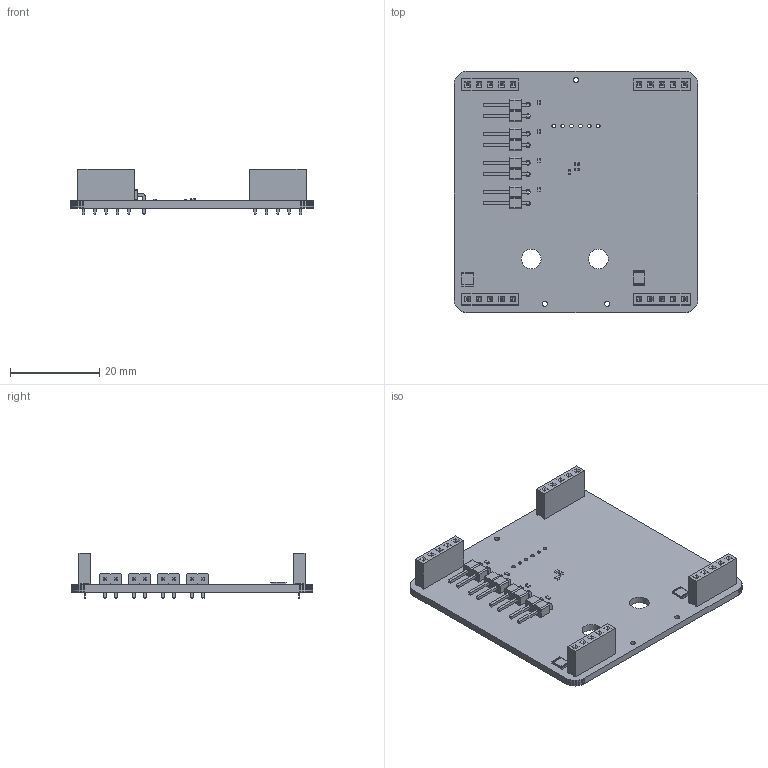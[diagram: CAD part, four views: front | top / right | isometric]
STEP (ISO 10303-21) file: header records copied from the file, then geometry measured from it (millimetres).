
FILE_DESCRIPTION(('KiCad electronic assembly'),'2;1');
FILE_NAME('ShotClockDisplayPCB.step','2023-10-05T16:22:36',('Pcbnew'),( 'Kicad'),'Open CASCADE STEP processor 7.5','KiCad to STEP converter' ,'Unknown');
FILE_SCHEMA(('AUTOMOTIVE_DESIGN { 1 0 10303 214 1 1 1 1 }'));
Length unit declared in the file: millimetre
Products named in the file (12): ShotClockDisplayPCB 1; R_0402_1005Metric; SOLID; C_0402_1005Metric; PinHeader_1x02_P2.54mm_Horizontal; PinSocket_1x05_P2.54mm_Vertical; R_1210_3225Metric; ShotClockDisplayPCB PCB
Assembly tree (23 placements, depth 3):
  ShotClockDisplayPCB 1
    R_0402_1005Metric  x5
      SOLID
    C_0402_1005Metric  x2
      SOLID
    PinHeader_1x02_P2.54mm_Horizontal  x4
      SOLID
    PinSocket_1x05_P2.54mm_Vertical  x4
      SOLID
    R_1210_3225Metric  x2
      SOLID
    ShotClockDisplayPCB PCB
Bounding box: 54.5 x 54 x 10.1 mm (x, y, z)
Volume: 5570.1 mm3; surface area: 8400.8 mm2
Topology: 18 solids, 18 shells, 1231 faces, 3173 edges, 2058 vertices
Faces by surface type: plane 1104, cylinder 127
Full cylindrical faces by diameter (mm): 0.8 x6, 1 x28, 1.152 x3, 4.4 x2
Entity records: 29135 total; most frequent: CARTESIAN_POINT 4969, DIRECTION 4095, LINE 2931, VECTOR 2931, ORIENTED_EDGE 2138, PCURVE 2138, DEFINITIONAL_REPRESENTATION 2138, EDGE_CURVE 1069
